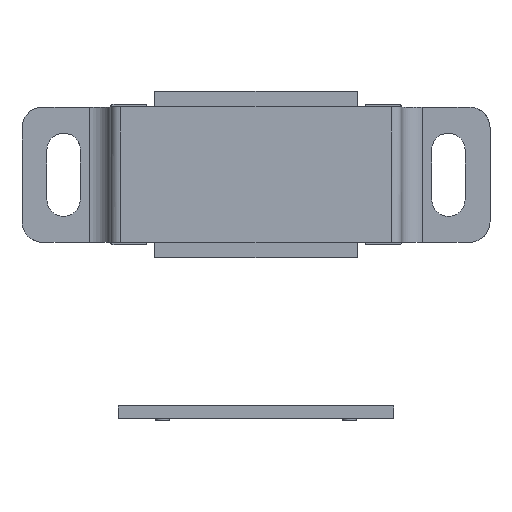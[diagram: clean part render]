
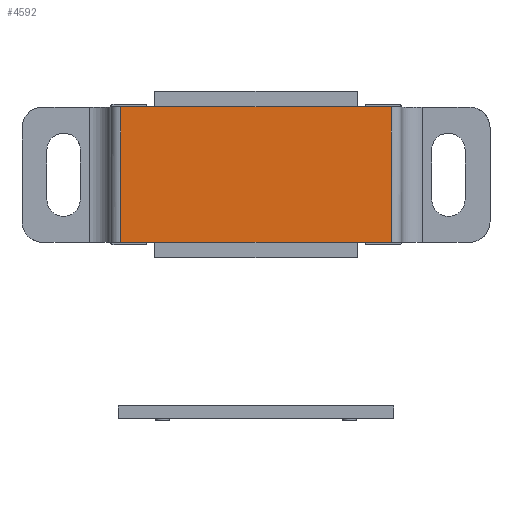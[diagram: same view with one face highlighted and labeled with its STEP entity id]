
A CAD part, top view. The second image highlights one B-rep face of the part: STEP entity #4592.
In plain terms, the highlighted free-form (B-spline) face has degree [1, 1] with [2, 2] control points.
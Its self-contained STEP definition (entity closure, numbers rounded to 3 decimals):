
#3111=CARTESIAN_POINT('',(-13.0,-6.5,10.0));
#3112=VERTEX_POINT('',#3111);
#3126=CARTESIAN_POINT('',(-13.0,6.5,10.0));
#3127=VERTEX_POINT('',#3126);
#3128=CARTESIAN_POINT('',(-13.0,6.5,10.0));
#3129=CARTESIAN_POINT('',(-13.0,-6.5,10.0));
#3130=QUASI_UNIFORM_CURVE('',1,(#3128,#3129),.UNSPECIFIED.,.F.,.U.);
#3131=EDGE_CURVE('',#3127,#3112,#3130,.T.);
#3168=CARTESIAN_POINT('',(13.0,-6.5,10.0));
#3169=VERTEX_POINT('',#3168);
#3188=CARTESIAN_POINT('',(13.0,6.5,10.0));
#3189=VERTEX_POINT('',#3188);
#3203=CARTESIAN_POINT('',(13.0,-6.5,10.0));
#3204=CARTESIAN_POINT('',(13.0,6.5,10.0));
#3205=QUASI_UNIFORM_CURVE('',1,(#3203,#3204),.UNSPECIFIED.,.F.,.U.);
#3206=EDGE_CURVE('',#3169,#3189,#3205,.T.);
#3416=CARTESIAN_POINT('',(-13.0,-6.5,10.0));
#3417=CARTESIAN_POINT('',(13.0,-6.5,10.0));
#3418=QUASI_UNIFORM_CURVE('',1,(#3416,#3417),.UNSPECIFIED.,.F.,.U.);
#3419=EDGE_CURVE('',#3112,#3169,#3418,.T.);
#3464=CARTESIAN_POINT('',(-13.0,6.5,10.0));
#3465=CARTESIAN_POINT('',(13.0,6.5,10.0));
#3466=QUASI_UNIFORM_CURVE('',1,(#3464,#3465),.UNSPECIFIED.,.F.,.U.);
#3467=EDGE_CURVE('',#3127,#3189,#3466,.T.);
#4581=CARTESIAN_POINT('',(14.299,-7.149,10.0));
#4582=CARTESIAN_POINT('',(-14.299,-7.149,10.0));
#4583=CARTESIAN_POINT('',(14.299,7.149,10.0));
#4584=CARTESIAN_POINT('',(-14.299,7.149,10.0));
#4585=B_SPLINE_SURFACE_WITH_KNOTS('',1,1,((#4581,#4583),(#4582,#4584)),.UNSPECIFIED.,.F.,.F.,.U.,(2,2),(2,2),(0.0,28.597),(0.0,14.299),.UNSPECIFIED.);
#4586=ORIENTED_EDGE('',*,*,#3419,.T.);
#4587=ORIENTED_EDGE('',*,*,#3206,.T.);
#4588=ORIENTED_EDGE('',*,*,#3467,.F.);
#4589=ORIENTED_EDGE('',*,*,#3131,.T.);
#4590=EDGE_LOOP('',(#4586,#4587,#4588,#4589));
#4591=FACE_OUTER_BOUND('',#4590,.T.);
#4592=ADVANCED_FACE('',(#4591),#4585,.F.);
